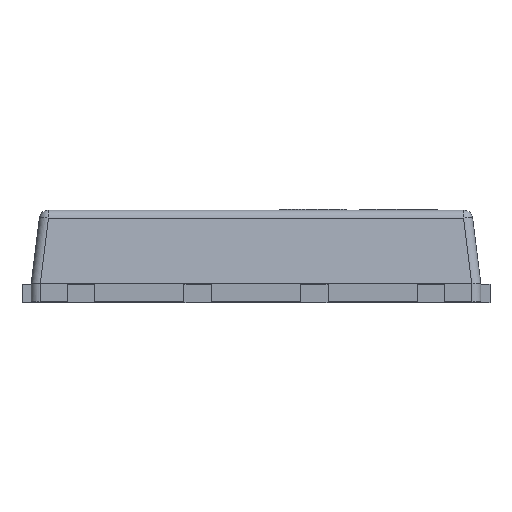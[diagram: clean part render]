
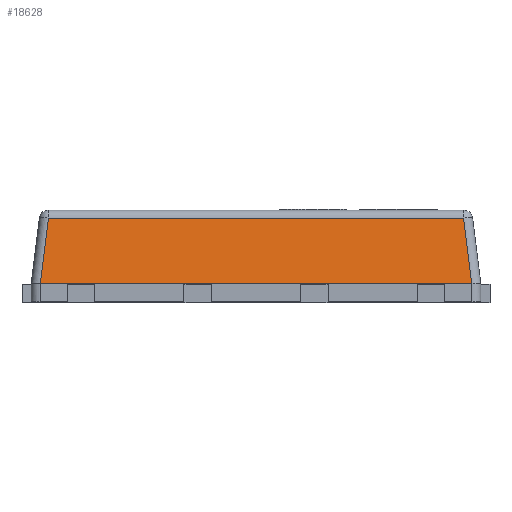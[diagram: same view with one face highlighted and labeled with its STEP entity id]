
A CAD part, front view. The second image highlights one B-rep face of the part: STEP entity #18628.
In plain terms, the highlighted planar face has unit normal (0, -0.992, 0.124).
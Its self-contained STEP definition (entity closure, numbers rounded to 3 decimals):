
#284 = ORIENTED_EDGE ( 'NONE', *, *, #10118, .T. ) ;
#386 = ORIENTED_EDGE ( 'NONE', *, *, #17035, .T. ) ;
#496 =( BOUNDED_CURVE ( )  B_SPLINE_CURVE ( 3, ( #11277, #8651, #14401, #5742 ),
 .UNSPECIFIED., .F., .T. ) 
 B_SPLINE_CURVE_WITH_KNOTS ( ( 4, 4 ),
 ( 6.275, 6.283 ),
 .UNSPECIFIED. ) 
 CURVE ( )  GEOMETRIC_REPRESENTATION_ITEM ( )  RATIONAL_B_SPLINE_CURVE ( ( 1., 1., 1., 1. ) ) 
 REPRESENTATION_ITEM ( '' )  );
#876 = CARTESIAN_POINT ( 'NONE',  ( -2.45, -2.9, 0.21 ) ) ;
#906 = CARTESIAN_POINT ( 'NONE',  ( -2.351, -2.9, 0.21 ) ) ;
#1591 = ORIENTED_EDGE ( 'NONE', *, *, #18059, .T. ) ;
#1592 = CARTESIAN_POINT ( 'NONE',  ( 2.262, -2.811, 0.922 ) ) ;
#2111 = EDGE_CURVE ( 'NONE', #14763, #10309, #496, .T. ) ;
#2189 =( BOUNDED_CURVE ( )  B_SPLINE_CURVE ( 3, ( #4258, #10044, #15971, #15768 ),
 .UNSPECIFIED., .F., .F. ) 
 B_SPLINE_CURVE_WITH_KNOTS ( ( 4, 4 ),
 ( 0., 0.008 ),
 .UNSPECIFIED. ) 
 CURVE ( )  GEOMETRIC_REPRESENTATION_ITEM ( )  RATIONAL_B_SPLINE_CURVE ( ( 1., 1., 1., 1. ) ) 
 REPRESENTATION_ITEM ( '' )  );
#2415 = VERTEX_POINT ( 'NONE', #9003 ) ;
#3523 = LINE ( 'NONE', #16173, #12780 ) ;
#3540 = CARTESIAN_POINT ( 'NONE',  ( 2.35, -2.9, 0.21 ) ) ;
#4258 = CARTESIAN_POINT ( 'NONE',  ( 2.35, -2.9, 0.21 ) ) ;
#4360 = DIRECTION ( 'NONE',  ( -1., 0., 0. ) ) ;
#4919 = EDGE_CURVE ( 'NONE', #2415, #14763, #15026, .T. ) ;
#5742 = CARTESIAN_POINT ( 'NONE',  ( -2.35, -2.9, 0.21 ) ) ;
#5806 = ORIENTED_EDGE ( 'NONE', *, *, #15077, .F. ) ;
#6008 = LINE ( 'NONE', #11738, #10773 ) ;
#6542 = EDGE_LOOP ( 'NONE', ( #5806, #386, #284, #1591, #18375, #13097 ) ) ;
#6599 = AXIS2_PLACEMENT_3D ( 'NONE', #17920, #18110, #18197 ) ;
#6637 = VECTOR ( 'NONE', #16137, 1000. ) ;
#6649 = LINE ( 'NONE', #876, #12817 ) ;
#7258 = CARTESIAN_POINT ( 'NONE',  ( -2.35, -2.9, 0.21 ) ) ;
#7740 = VERTEX_POINT ( 'NONE', #3540 ) ;
#8651 = CARTESIAN_POINT ( 'NONE',  ( -2.351, -2.9, 0.21 ) ) ;
#9003 = CARTESIAN_POINT ( 'NONE',  ( -2.262, -2.811, 0.922 ) ) ;
#9168 = FACE_OUTER_BOUND ( 'NONE', #6542, .T. ) ;
#9557 = DIRECTION ( 'NONE',  ( -1., 0., 0. ) ) ;
#10044 = CARTESIAN_POINT ( 'NONE',  ( 2.35, -2.9, 0.21 ) ) ;
#10118 = EDGE_CURVE ( 'NONE', #13980, #11781, #3523, .T. ) ;
#10309 = VERTEX_POINT ( 'NONE', #7258 ) ;
#10343 = DIRECTION ( 'NONE',  ( -0.123, 0.123, 0.985 ) ) ;
#10405 = CARTESIAN_POINT ( 'NONE',  ( -2.217, -2.766, 1.283 ) ) ;
#10773 = VECTOR ( 'NONE', #4360, 1000. ) ;
#11277 = CARTESIAN_POINT ( 'NONE',  ( -2.351, -2.9, 0.21 ) ) ;
#11738 = CARTESIAN_POINT ( 'NONE',  ( -2.35, -2.811, 0.922 ) ) ;
#11781 = VERTEX_POINT ( 'NONE', #1592 ) ;
#12171 = PLANE ( 'NONE',  #6599 ) ;
#12780 = VECTOR ( 'NONE', #10343, 1000. ) ;
#12817 = VECTOR ( 'NONE', #9557, 1000. ) ;
#13097 = ORIENTED_EDGE ( 'NONE', *, *, #2111, .T. ) ;
#13980 = VERTEX_POINT ( 'NONE', #18512 ) ;
#14401 = CARTESIAN_POINT ( 'NONE',  ( -2.35, -2.9, 0.21 ) ) ;
#14763 = VERTEX_POINT ( 'NONE', #906 ) ;
#15026 = LINE ( 'NONE', #10405, #6637 ) ;
#15077 = EDGE_CURVE ( 'NONE', #7740, #10309, #6649, .T. ) ;
#15768 = CARTESIAN_POINT ( 'NONE',  ( 2.351, -2.9, 0.21 ) ) ;
#15971 = CARTESIAN_POINT ( 'NONE',  ( 2.351, -2.9, 0.21 ) ) ;
#16137 = DIRECTION ( 'NONE',  ( -0.123, -0.123, -0.985 ) ) ;
#16173 = CARTESIAN_POINT ( 'NONE',  ( 2.217, -2.766, 1.283 ) ) ;
#17035 = EDGE_CURVE ( 'NONE', #7740, #13980, #2189, .T. ) ;
#17920 = CARTESIAN_POINT ( 'NONE',  ( 0., -2.8, 1.01 ) ) ;
#18059 = EDGE_CURVE ( 'NONE', #11781, #2415, #6008, .T. ) ;
#18110 = DIRECTION ( 'NONE',  ( 0., 0.992, -0.124 ) ) ;
#18197 = DIRECTION ( 'NONE',  ( 1., 0., 0. ) ) ;
#18375 = ORIENTED_EDGE ( 'NONE', *, *, #4919, .T. ) ;
#18512 = CARTESIAN_POINT ( 'NONE',  ( 2.351, -2.9, 0.21 ) ) ;
#18628 = ADVANCED_FACE ( 'NONE', ( #9168 ), #12171, .F. ) ;
